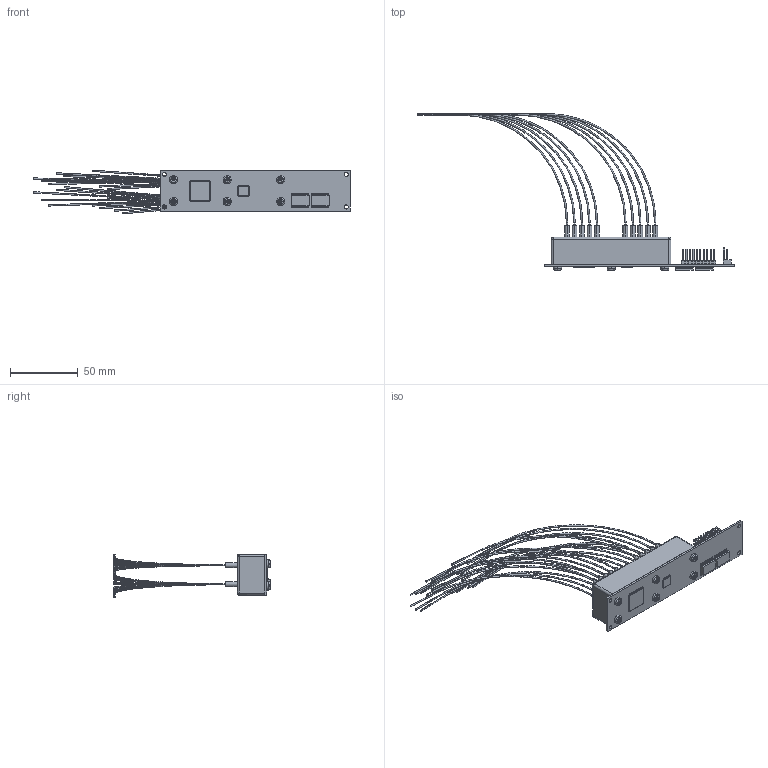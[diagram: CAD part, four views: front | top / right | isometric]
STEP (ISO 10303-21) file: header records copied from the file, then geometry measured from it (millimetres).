
FILE_DESCRIPTION (( 'STEP AP214' ), '1' );
FILE_NAME ('33684~0.STEP', '2018-12-19T15:27:22', ( '' ), ( '' ), 'SwSTEP 2.0', 'SolidWorks 2018', '' );
FILE_SCHEMA (( 'AUTOMOTIVE_DESIGN' ));
Length unit declared in the file: millimetre
Products named in the file (1): 33684~0
Bounding box: 233.24 x 115.45 x 32.26 mm (x, y, z)
Volume: 63771.7 mm3; surface area: 38797.7 mm2
Topology: 274 solids, 274 shells, 4107 faces, 10178 edges, 6686 vertices
Faces by surface type: plane 2195, cylinder 1732, bspline 156, cone 24
Entity records: 173394 total; most frequent: CARTESIAN_POINT 25566, DIRECTION 21420, ORIENTED_EDGE 20340, EDGE_CURVE 10170, AXIS2_PLACEMENT_3D 7592, VERTEX_POINT 6686, LINE 6236, VECTOR 6236
